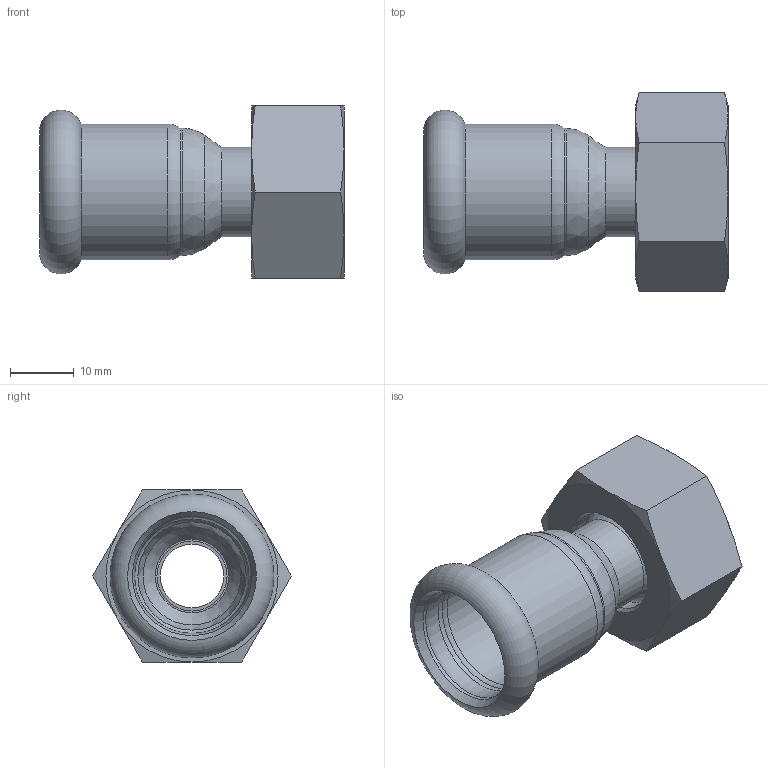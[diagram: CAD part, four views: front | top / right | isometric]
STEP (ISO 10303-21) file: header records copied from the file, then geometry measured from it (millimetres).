
FILE_DESCRIPTION(/* description */ ('MANICOTTO CON DADO 1/2" X De18'),/* implementation_level */ '2;1');
FILE_NAME(/* name */ '183018012_Inoxpres.stp',/* time_stamp */ '2022-10-11T11:29:41+02:00',/* author */ ('Vault'),/* organization */ ('Raccorderie metalliche s.p.a. '),/* preprocessor_version */ 'ST-DEVELOPER v18.1',/* originating_system */ 'Autodesk Inventor 2020',/* authorisation */ 'Raccorderie metalliche s.p.a. ');
FILE_SCHEMA (('AUTOMOTIVE_DESIGN { 1 0 10303 214 3 1 1 }'));
Length unit declared in the file: millimetre
Products named in the file (1): 183018012_Inoxpres
Bounding box: 47.7 x 31.18 x 27 mm (x, y, z)
Volume: 10077.6 mm3; surface area: 8148.5 mm2
Topology: 2 solids, 2 shells, 57 faces, 151 edges, 102 vertices
Faces by surface type: cone 22, cylinder 14, plane 14, torus 5, bspline 2
Full cylindrical faces by diameter (mm): 10 x1, 11 x1, 14 x1, 16 x1, 16.3 x1, 17 x1, 18 x1, 18.3 x1, 18.6 x1, 18.7 x2, 19 x1, 20 x1, 21.3 x1
Entity records: 1902 total; most frequent: CARTESIAN_POINT 411, DIRECTION 336, ORIENTED_EDGE 302, AXIS2_PLACEMENT_3D 153, EDGE_CURVE 151, VERTEX_POINT 102, CIRCLE 97, EDGE_LOOP 65
